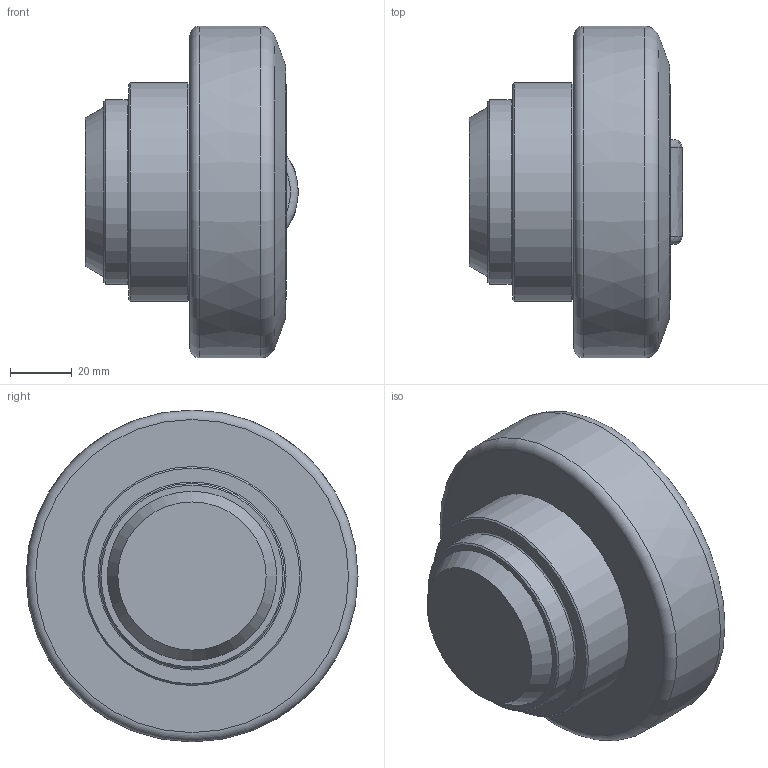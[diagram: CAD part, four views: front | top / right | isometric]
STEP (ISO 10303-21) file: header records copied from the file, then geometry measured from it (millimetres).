
FILE_DESCRIPTION((''),'2;1');
FILE_NAME('ALFATEC_TR 110.0200.stp','2012-11-02T09:18:53',('Wenzelburger'),(''),'Autodesk Inventor 2012','Autodesk Inventor 2012','');
FILE_SCHEMA(('AUTOMOTIVE_DESIGN { 1 0 10303 214 1 1 1 1 }'));
Length unit declared in the file: millimetre
Products named in the file (1): TR 110.0200_Konturvereinfachung_1
Bounding box: 69.1 x 107.69 x 107.67 mm (x, y, z)
Volume: 387679 mm3; surface area: 35015.9 mm2
Topology: 1 solids, 1 shells, 28 faces, 52 edges, 32 vertices
Faces by surface type: plane 9, cone 6, torus 6, cylinder 5, bspline 2
Full cylindrical faces by diameter (mm): 3 x1, 60 x1, 71 x1
Entity records: 800 total; most frequent: CARTESIAN_POINT 233, DIRECTION 108, ORIENTED_EDGE 76, AXIS2_PLACEMENT_3D 52, EDGE_LOOP 47, EDGE_CURVE 38, VERTEX_POINT 31, FACE_OUTER_BOUND 28
